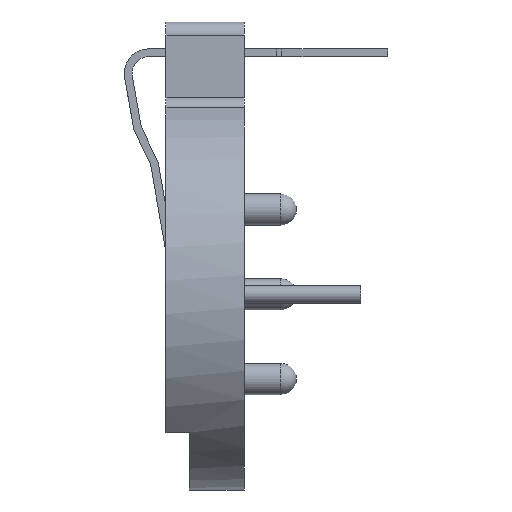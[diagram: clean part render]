
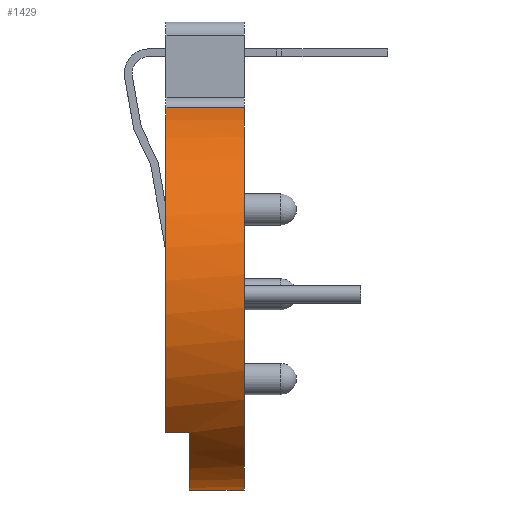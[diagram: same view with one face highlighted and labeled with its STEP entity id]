
A CAD part, left-side view. The second image highlights one B-rep face of the part: STEP entity #1429.
In plain terms, the highlighted cylindrical face has radius 9.525 mm (diameter 19.05 mm), a partial arc.
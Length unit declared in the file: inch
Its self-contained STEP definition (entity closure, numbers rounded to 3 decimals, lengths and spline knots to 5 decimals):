
#1413 = ORIENTED_EDGE ( 'NONE', *, *, #1414, .F. ) ;
#1414 = EDGE_CURVE ( 'NONE', #1415, #1435, #2539, .T. ) ;
#1415 = VERTEX_POINT ( 'NONE', #2643 ) ;
#1418 = VERTEX_POINT ( 'NONE', #2637 ) ;
#1419 = ORIENTED_EDGE ( 'NONE', *, *, #1420, .T. ) ;
#1420 = EDGE_CURVE ( 'NONE', #1418, #1435, #2636, .T. ) ;
#1422 = EDGE_CURVE ( 'NONE', #1437, #1440, #2632, .T. ) ;
#1424 = ORIENTED_EDGE ( 'NONE', *, *, #1425, .F. ) ;
#1425 = EDGE_CURVE ( 'NONE', #1426, #1440, #2627, .T. ) ;
#1426 = VERTEX_POINT ( 'NONE', #2623 ) ;
#1427 = ORIENTED_EDGE ( 'NONE', *, *, #1428, .F. ) ;
#1428 = EDGE_CURVE ( 'NONE', #1418, #1426, #2622, .T. ) ;
#1429 = ADVANCED_FACE ( 'NONE', ( #2617 ), #2613, .T. ) ;
#1430 = EDGE_LOOP ( 'NONE', ( #1413, #1436, #1439, #1424, #1427, #1419 ) ) ;
#1435 = VERTEX_POINT ( 'NONE', #2695 ) ;
#1436 = ORIENTED_EDGE ( 'NONE', *, *, #1438, .T. ) ;
#1437 = VERTEX_POINT ( 'NONE', #2694 ) ;
#1438 = EDGE_CURVE ( 'NONE', #1415, #1437, #2693, .T. ) ;
#1439 = ORIENTED_EDGE ( 'NONE', *, *, #1422, .T. ) ;
#1440 = VERTEX_POINT ( 'NONE', #2689 ) ;
#2536 = DIRECTION ( 'NONE',  ( 0., 1., 0. ) ) ;
#2537 = CARTESIAN_POINT ( 'NONE',  ( 0., 0.105, 0. ) ) ;
#2538 = AXIS2_PLACEMENT_3D ( 'NONE', #2537, #2536, #2644 ) ;
#2539 = CIRCLE ( 'NONE', #2538, 0.375 ) ;
#2613 = CYLINDRICAL_SURFACE ( 'NONE', #2616, 0.375 ) ;
#2615 = CARTESIAN_POINT ( 'NONE',  ( 0., 0.15, 0. ) ) ;
#2616 = AXIS2_PLACEMENT_3D ( 'NONE', #2615, #2651, #2650 ) ;
#2617 = FACE_OUTER_BOUND ( 'NONE', #1430, .T. ) ;
#2618 = DIRECTION ( 'NONE',  ( 0., 0., 1. ) ) ;
#2619 = DIRECTION ( 'NONE',  ( 0., 1., 0. ) ) ;
#2620 = CARTESIAN_POINT ( 'NONE',  ( 0., 0.15, 0. ) ) ;
#2621 = AXIS2_PLACEMENT_3D ( 'NONE', #2620, #2619, #2618 ) ;
#2622 = CIRCLE ( 'NONE', #2621, 0.375 ) ;
#2623 = CARTESIAN_POINT ( 'NONE',  ( -0.11203, 0.15, 0.35788 ) ) ;
#2624 = DIRECTION ( 'NONE',  ( 0., -1., 0. ) ) ;
#2625 = VECTOR ( 'NONE', #2624, 39.37008 ) ;
#2626 = CARTESIAN_POINT ( 'NONE',  ( -0.11203, 0.15, 0.35788 ) ) ;
#2627 = LINE ( 'NONE', #2626, #2625 ) ;
#2628 = DIRECTION ( 'NONE',  ( 0., 0., 1. ) ) ;
#2629 = DIRECTION ( 'NONE',  ( 0., 1., 0. ) ) ;
#2630 = CARTESIAN_POINT ( 'NONE',  ( 0., 0., 0. ) ) ;
#2631 = AXIS2_PLACEMENT_3D ( 'NONE', #2630, #2629, #2628 ) ;
#2632 = CIRCLE ( 'NONE', #2631, 0.375 ) ;
#2633 = DIRECTION ( 'NONE',  ( 0., -1., 0. ) ) ;
#2634 = VECTOR ( 'NONE', #2633, 39.37008 ) ;
#2635 = CARTESIAN_POINT ( 'NONE',  ( -0.26517, 0.15, -0.26517 ) ) ;
#2636 = LINE ( 'NONE', #2635, #2634 ) ;
#2637 = CARTESIAN_POINT ( 'NONE',  ( -0.26517, 0.15, -0.26517 ) ) ;
#2643 = CARTESIAN_POINT ( 'NONE',  ( 0., 0.105, -0.375 ) ) ;
#2644 = DIRECTION ( 'NONE',  ( 0., 0., 1. ) ) ;
#2650 = DIRECTION ( 'NONE',  ( 0., 0., -1. ) ) ;
#2651 = DIRECTION ( 'NONE',  ( 0., -1., 0. ) ) ;
#2689 = CARTESIAN_POINT ( 'NONE',  ( -0.11203, 0., 0.35788 ) ) ;
#2690 = DIRECTION ( 'NONE',  ( 0., -1., 0. ) ) ;
#2691 = VECTOR ( 'NONE', #2690, 39.37008 ) ;
#2692 = CARTESIAN_POINT ( 'NONE',  ( 0., 0.15, -0.375 ) ) ;
#2693 = LINE ( 'NONE', #2692, #2691 ) ;
#2694 = CARTESIAN_POINT ( 'NONE',  ( 0., 0., -0.375 ) ) ;
#2695 = CARTESIAN_POINT ( 'NONE',  ( -0.26517, 0.105, -0.26517 ) ) ;
